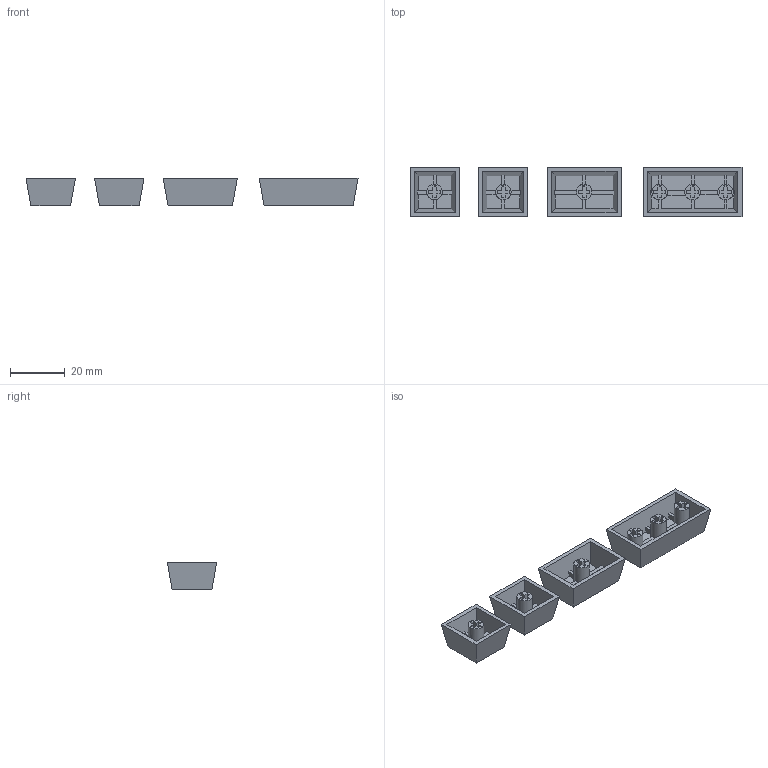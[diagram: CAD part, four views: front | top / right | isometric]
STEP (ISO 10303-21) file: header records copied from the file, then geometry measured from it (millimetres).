
FILE_DESCRIPTION(/* description */ (''),/* implementation_level */ '2;1');
FILE_NAME(/* name */ 'Launch Lite Keycaps v2.2.step',/* time_stamp */ '2024-01-30T20:12:02-07:00',/* author */ (''),/* organization */ (''),/* preprocessor_version */ 'ST-DEVELOPER v20',/* originating_system */ 'Autodesk Translation Framework v12.14.0.127',/* authorisation */ '');
FILE_SCHEMA (('AUTOMOTIVE_DESIGN { 1 0 10303 214 3 1 1 }'));
Length unit declared in the file: millimetre
Products named in the file (1): Launch Lite Keycaps
Bounding box: 121 x 18 x 10 mm (x, y, z)
Volume: 6684.9 mm3; surface area: 10090.3 mm2
Topology: 4 solids, 4 shells, 216 faces, 594 edges, 396 vertices
Faces by surface type: plane 210, cylinder 6
Full cylindrical faces by diameter (mm): 5.65 x6
Entity records: 6808 total; most frequent: CARTESIAN_POINT 1207, ORIENTED_EDGE 1188, DIRECTION 1088, EDGE_CURVE 594, LINE 534, VECTOR 534, VERTEX_POINT 396, AXIS2_PLACEMENT_3D 277
